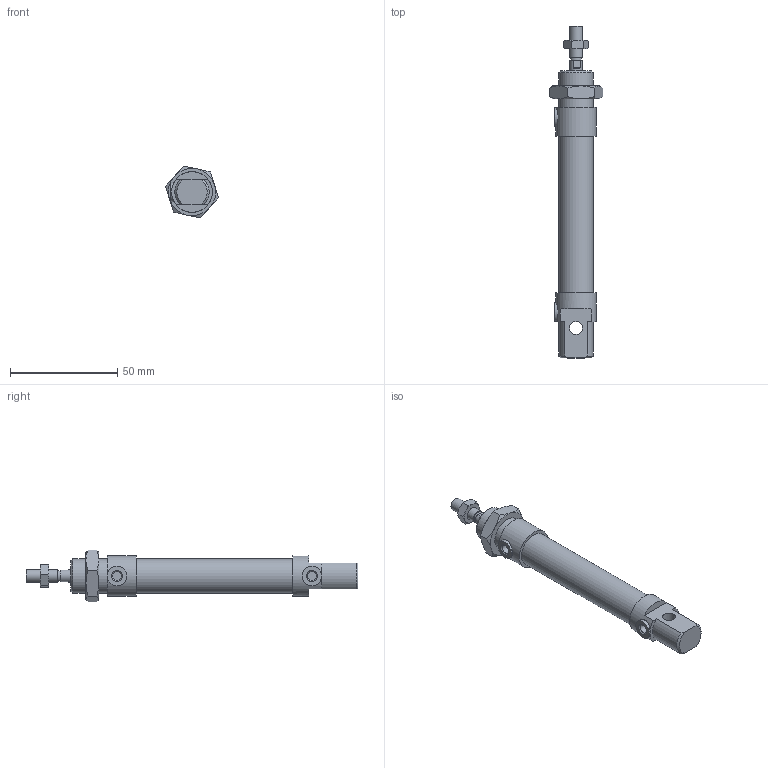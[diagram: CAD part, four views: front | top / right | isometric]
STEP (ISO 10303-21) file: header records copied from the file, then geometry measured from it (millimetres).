
FILE_DESCRIPTION((''),'2;1');
FILE_NAME('1230_12_0050.stp','2006-01-05T11:59:02',('medicfa1'),(''),'Autodesk Inventor 10','Autodesk Inventor 10','');
FILE_SCHEMA(('AUTOMOTIVE_DESIGN { 1 0 10303 214 1 1 1 1 }'));
Length unit declared in the file: millimetre
Products named in the file (5): 1230_12_0050; C1230_12_50; S1230_12_50; 1200_12_05; 1200_12_06
Assembly tree (4 placements, depth 2):
  1230_12_0050
    C1230_12_50
    S1230_12_50
    1200_12_05
    1200_12_06
Bounding box: 24.81 x 155 x 24.21 mm (x, y, z)
Volume: 30127.6 mm3; surface area: 12945.8 mm2
Topology: 4 solids, 4 shells, 91 faces, 194 edges, 118 vertices
Faces by surface type: plane 41, cone 30, cylinder 15, bspline 5
Full cylindrical faces by diameter (mm): 4.2 x2, 5 x1, 6 x4, 9 x2, 16 x2, 19 x2
Entity records: 2570 total; most frequent: CARTESIAN_POINT 721, DIRECTION 374, ORIENTED_EDGE 330, AXIS2_PLACEMENT_3D 168, EDGE_CURVE 165, EDGE_LOOP 126, VERTEX_POINT 111, FACE_OUTER_BOUND 91
